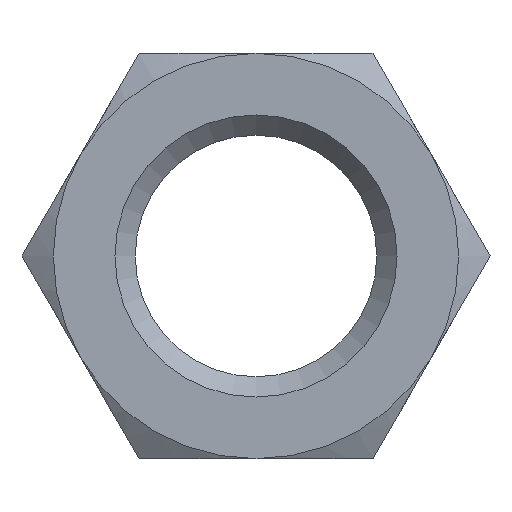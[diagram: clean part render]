
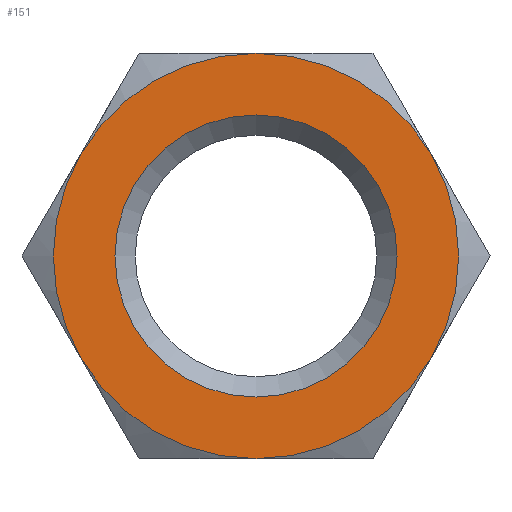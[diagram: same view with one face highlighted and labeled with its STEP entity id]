
A CAD part, front view. The second image highlights one B-rep face of the part: STEP entity #151.
In plain terms, the highlighted planar face has unit normal (0, -1, 0).
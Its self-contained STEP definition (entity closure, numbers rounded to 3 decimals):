
#31 = AXIS2_PLACEMENT_3D ( 'NONE', #332, #333, #326 ) ;
#53 = AXIS2_PLACEMENT_3D ( 'NONE', #398, #397, #396 ) ;
#54 = AXIS2_PLACEMENT_3D ( 'NONE', #405, #404, #402 ) ;
#55 = AXIS2_PLACEMENT_3D ( 'NONE', #411, #410, #408 ) ;
#56 = AXIS2_PLACEMENT_3D ( 'NONE', #416, #415, #414 ) ;
#57 = AXIS2_PLACEMENT_3D ( 'NONE', #420, #419, #418 ) ;
#58 = AXIS2_PLACEMENT_3D ( 'NONE', #423, #422, #421 ) ;
#60 = EDGE_CURVE ( 'NONE', #581, #581, #616, .T. ) ;
#68 = AXIS2_PLACEMENT_3D ( 'NONE', #500, #492, #490 ) ;
#104 = EDGE_CURVE ( 'NONE', #619, #638, #593, .T. ) ;
#105 = EDGE_CURVE ( 'NONE', #638, #636, #602, .T. ) ;
#106 = EDGE_CURVE ( 'NONE', #636, #626, #591, .T. ) ;
#107 = EDGE_CURVE ( 'NONE', #626, #631, #590, .T. ) ;
#108 = EDGE_CURVE ( 'NONE', #631, #625, #589, .T. ) ;
#109 = EDGE_CURVE ( 'NONE', #625, #619, #587, .T. ) ;
#151 = ADVANCED_FACE ( 'NONE', ( #554, #562 ), #328, .T. ) ;
#236 = CARTESIAN_POINT ( 'NONE',  ( 0., 0., -8.35 ) ) ;
#245 = CARTESIAN_POINT ( 'NONE',  ( 10.392, 0., -6. ) ) ;
#247 = CARTESIAN_POINT ( 'NONE',  ( 10.392, 0., 6. ) ) ;
#253 = CARTESIAN_POINT ( 'NONE',  ( -10.392, 0., 6. ) ) ;
#260 = CARTESIAN_POINT ( 'NONE',  ( 0., 0., 12. ) ) ;
#262 = CARTESIAN_POINT ( 'NONE',  ( -10.392, 0., -6. ) ) ;
#268 = CARTESIAN_POINT ( 'NONE',  ( 0., 0., -12. ) ) ;
#326 = DIRECTION ( 'NONE',  ( 0., 0., -1. ) ) ;
#328 = PLANE ( 'NONE',  #31 ) ;
#332 = CARTESIAN_POINT ( 'NONE',  ( -12.144, 0., 12.144 ) ) ;
#333 = DIRECTION ( 'NONE',  ( 0., -1., 0. ) ) ;
#396 = DIRECTION ( 'NONE',  ( 0., 0., 1. ) ) ;
#397 = DIRECTION ( 'NONE',  ( 0., -1., 0. ) ) ;
#398 = CARTESIAN_POINT ( 'NONE',  ( 0., 0., 0. ) ) ;
#402 = DIRECTION ( 'NONE',  ( 0., 0., 1. ) ) ;
#404 = DIRECTION ( 'NONE',  ( 0., -1., 0. ) ) ;
#405 = CARTESIAN_POINT ( 'NONE',  ( 0., 0., 0. ) ) ;
#408 = DIRECTION ( 'NONE',  ( 0., 0., 1. ) ) ;
#410 = DIRECTION ( 'NONE',  ( 0., -1., 0. ) ) ;
#411 = CARTESIAN_POINT ( 'NONE',  ( 0., 0., 0. ) ) ;
#414 = DIRECTION ( 'NONE',  ( 0., 0., 1. ) ) ;
#415 = DIRECTION ( 'NONE',  ( 0., -1., 0. ) ) ;
#416 = CARTESIAN_POINT ( 'NONE',  ( 0., 0., 0. ) ) ;
#418 = DIRECTION ( 'NONE',  ( 0., 0., 1. ) ) ;
#419 = DIRECTION ( 'NONE',  ( 0., -1., 0. ) ) ;
#420 = CARTESIAN_POINT ( 'NONE',  ( 0., 0., 0. ) ) ;
#421 = DIRECTION ( 'NONE',  ( 0., 0., 1. ) ) ;
#422 = DIRECTION ( 'NONE',  ( 0., -1., 0. ) ) ;
#423 = CARTESIAN_POINT ( 'NONE',  ( 0., 0., 0. ) ) ;
#490 = DIRECTION ( 'NONE',  ( 0., 0., -1. ) ) ;
#492 = DIRECTION ( 'NONE',  ( 0., -1., 0. ) ) ;
#500 = CARTESIAN_POINT ( 'NONE',  ( 0., 0., 0. ) ) ;
#554 = FACE_BOUND ( 'NONE', #673, .T. ) ;
#562 = FACE_OUTER_BOUND ( 'NONE', #666, .T. ) ;
#581 = VERTEX_POINT ( 'NONE', #236 ) ;
#587 = CIRCLE ( 'NONE', #53, 12. ) ;
#589 = CIRCLE ( 'NONE', #54, 12. ) ;
#590 = CIRCLE ( 'NONE', #55, 12. ) ;
#591 = CIRCLE ( 'NONE', #56, 12. ) ;
#593 = CIRCLE ( 'NONE', #58, 12. ) ;
#602 = CIRCLE ( 'NONE', #57, 12. ) ;
#616 = CIRCLE ( 'NONE', #68, 8.35 ) ;
#619 = VERTEX_POINT ( 'NONE', #268 ) ;
#625 = VERTEX_POINT ( 'NONE', #262 ) ;
#626 = VERTEX_POINT ( 'NONE', #260 ) ;
#631 = VERTEX_POINT ( 'NONE', #253 ) ;
#636 = VERTEX_POINT ( 'NONE', #247 ) ;
#638 = VERTEX_POINT ( 'NONE', #245 ) ;
#666 = EDGE_LOOP ( 'NONE', ( #757, #767, #749, #770, #751, #744 ) ) ;
#673 = EDGE_LOOP ( 'NONE', ( #764 ) ) ;
#744 = ORIENTED_EDGE ( 'NONE', *, *, #107, .T. ) ;
#749 = ORIENTED_EDGE ( 'NONE', *, *, #104, .T. ) ;
#751 = ORIENTED_EDGE ( 'NONE', *, *, #106, .T. ) ;
#757 = ORIENTED_EDGE ( 'NONE', *, *, #108, .T. ) ;
#764 = ORIENTED_EDGE ( 'NONE', *, *, #60, .F. ) ;
#767 = ORIENTED_EDGE ( 'NONE', *, *, #109, .T. ) ;
#770 = ORIENTED_EDGE ( 'NONE', *, *, #105, .T. ) ;
